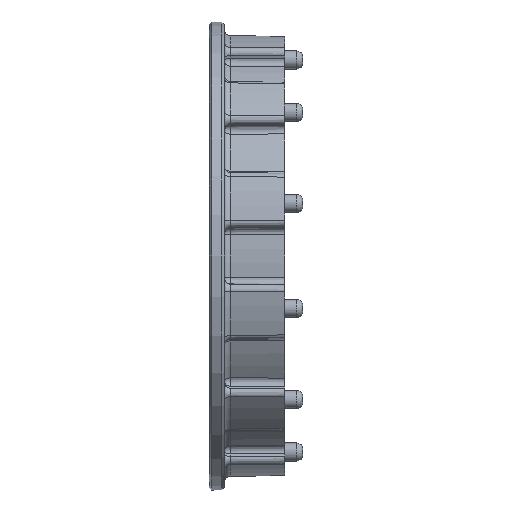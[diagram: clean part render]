
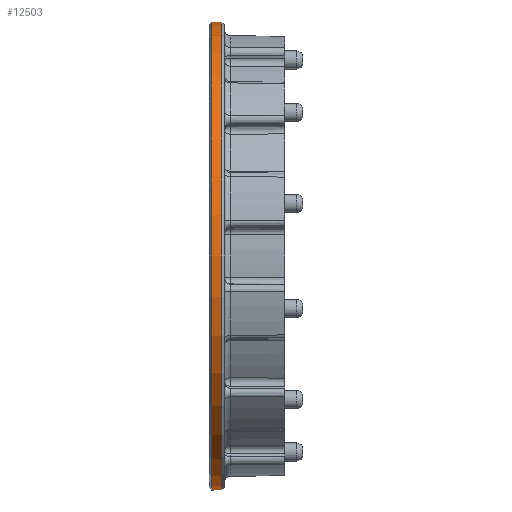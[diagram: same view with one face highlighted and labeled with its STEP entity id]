
A CAD part, left-side view. The second image highlights one B-rep face of the part: STEP entity #12503.
In plain terms, the highlighted cylindrical face has radius 49.2 mm (diameter 98.4 mm), a full revolution.
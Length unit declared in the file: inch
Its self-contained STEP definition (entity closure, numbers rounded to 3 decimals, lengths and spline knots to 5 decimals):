
#827=LINE('',#20097,#1384);
#1384=VECTOR('',#15648,1.937);
#1914=CYLINDRICAL_SURFACE('',#13560,1.937);
#2209=FACE_OUTER_BOUND('',#2972,.T.);
#2972=EDGE_LOOP('',(#8204,#8205,#8206,#8207,#8208,#8209));
#3820=CIRCLE('',#13345,1.937);
#3821=CIRCLE('',#13346,1.937);
#3824=CIRCLE('',#13350,1.937);
#3825=CIRCLE('',#13351,1.937);
#4870=VERTEX_POINT('',#19271);
#4871=VERTEX_POINT('',#19272);
#4874=VERTEX_POINT('',#19281);
#4875=VERTEX_POINT('',#19282);
#6027=EDGE_CURVE('',#4870,#4871,#3820,.T.);
#6028=EDGE_CURVE('',#4871,#4870,#3821,.T.);
#6032=EDGE_CURVE('',#4874,#4875,#3824,.T.);
#6033=EDGE_CURVE('',#4875,#4874,#3825,.T.);
#6241=EDGE_CURVE('',#4870,#4875,#827,.T.);
#8204=ORIENTED_EDGE('',*,*,#6027,.T.);
#8205=ORIENTED_EDGE('',*,*,#6028,.T.);
#8206=ORIENTED_EDGE('',*,*,#6241,.T.);
#8207=ORIENTED_EDGE('',*,*,#6033,.T.);
#8208=ORIENTED_EDGE('',*,*,#6032,.T.);
#8209=ORIENTED_EDGE('',*,*,#6241,.F.);
#12503=ADVANCED_FACE('',(#2209),#1914,.T.);
#13345=AXIS2_PLACEMENT_3D('',#19273,#15178,#15179);
#13346=AXIS2_PLACEMENT_3D('',#19274,#15180,#15181);
#13350=AXIS2_PLACEMENT_3D('',#19283,#15189,#15190);
#13351=AXIS2_PLACEMENT_3D('',#19284,#15191,#15192);
#13560=AXIS2_PLACEMENT_3D('',#20096,#15646,#15647);
#15178=DIRECTION('center_axis',(0.,-1.,0.));
#15179=DIRECTION('ref_axis',(-0.866,0.,-0.5));
#15180=DIRECTION('center_axis',(0.,-1.,0.));
#15181=DIRECTION('ref_axis',(-0.866,0.,-0.5));
#15189=DIRECTION('center_axis',(0.,1.,0.));
#15190=DIRECTION('ref_axis',(0.866,0.,0.5));
#15191=DIRECTION('center_axis',(0.,1.,0.));
#15192=DIRECTION('ref_axis',(0.866,0.,0.5));
#15646=DIRECTION('center_axis',(0.,1.,0.));
#15647=DIRECTION('ref_axis',(0.866,0.,0.5));
#15648=DIRECTION('',(0.,-1.,0.));
#19271=CARTESIAN_POINT('',(-2.82087,1.16015,-0.5796));
#19272=CARTESIAN_POINT('',(0.53412,1.16015,1.3574));
#19273=CARTESIAN_POINT('Origin',(-1.14337,1.16015,0.3889));
#19274=CARTESIAN_POINT('Origin',(-1.14337,1.16015,0.3889));
#19281=CARTESIAN_POINT('',(0.53412,1.07452,1.3574));
#19282=CARTESIAN_POINT('',(-2.82087,1.07452,-0.5796));
#19283=CARTESIAN_POINT('Origin',(-1.14337,1.07452,0.3889));
#19284=CARTESIAN_POINT('Origin',(-1.14337,1.07452,0.3889));
#20096=CARTESIAN_POINT('Origin',(-1.14337,1.05484,0.3889));
#20097=CARTESIAN_POINT('',(-2.82087,1.05484,-0.5796));
